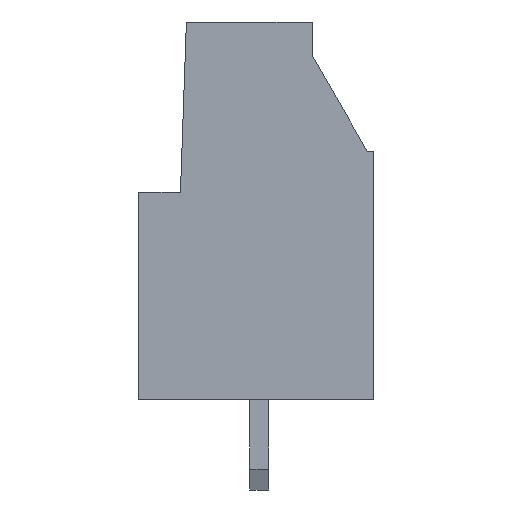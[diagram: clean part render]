
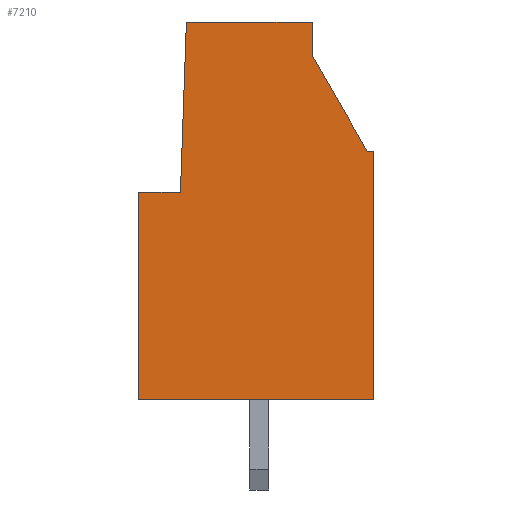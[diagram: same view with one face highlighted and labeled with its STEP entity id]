
A CAD part, front view. The second image highlights one B-rep face of the part: STEP entity #7210.
In plain terms, the highlighted planar face has unit normal (0, -1, 0).
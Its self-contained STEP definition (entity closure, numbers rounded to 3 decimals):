
#730=ORIENTED_EDGE('',*,*,#2223,.T.);
#731=ORIENTED_EDGE('',*,*,#2224,.T.);
#732=ORIENTED_EDGE('',*,*,#2211,.T.);
#733=ORIENTED_EDGE('',*,*,#2199,.T.);
#734=ORIENTED_EDGE('',*,*,#2203,.T.);
#735=ORIENTED_EDGE('',*,*,#2206,.T.);
#736=ORIENTED_EDGE('',*,*,#2208,.T.);
#737=ORIENTED_EDGE('',*,*,#2225,.T.);
#738=ORIENTED_EDGE('',*,*,#2221,.T.);
#2199=EDGE_CURVE('',#2926,#2925,#3472,.T.);
#2203=EDGE_CURVE('',#2925,#2928,#3476,.T.);
#2206=EDGE_CURVE('',#2928,#2930,#3479,.T.);
#2208=EDGE_CURVE('',#2930,#2931,#3481,.T.);
#2211=EDGE_CURVE('',#2934,#2926,#3484,.T.);
#2221=EDGE_CURVE('',#2942,#2941,#3494,.T.);
#2223=EDGE_CURVE('',#2941,#2943,#3496,.T.);
#2224=EDGE_CURVE('',#2943,#2934,#3497,.T.);
#2225=EDGE_CURVE('',#2931,#2942,#3498,.T.);
#2925=VERTEX_POINT('',#10076);
#2926=VERTEX_POINT('',#10078);
#2928=VERTEX_POINT('',#10084);
#2930=VERTEX_POINT('',#10090);
#2931=VERTEX_POINT('',#10094);
#2934=VERTEX_POINT('',#10102);
#2941=VERTEX_POINT('',#10120);
#2942=VERTEX_POINT('',#10122);
#2943=VERTEX_POINT('',#10126);
#3472=LINE('',#10077,#4169);
#3476=LINE('',#10085,#4173);
#3479=LINE('',#10091,#4176);
#3481=LINE('',#10096,#4178);
#3484=LINE('',#10101,#4181);
#3494=LINE('',#10121,#4191);
#3496=LINE('',#10125,#4193);
#3497=LINE('',#10127,#4194);
#3498=LINE('',#10128,#4195);
#4169=VECTOR('',#8394,1000.);
#4173=VECTOR('',#8400,1000.);
#4176=VECTOR('',#8405,1000.);
#4178=VECTOR('',#8409,1000.);
#4181=VECTOR('',#8414,1000.);
#4191=VECTOR('',#8428,1000.);
#4193=VECTOR('',#8432,1000.);
#4194=VECTOR('',#8433,1000.);
#4195=VECTOR('',#8434,1000.);
#4531=EDGE_LOOP('',(#730,#731,#732,#733,#734,#735,#736,#737,#738));
#4842=FACE_BOUND('',#4531,.T.);
#5129=PLANE('',#7526);
#7210=ADVANCED_FACE('',(#4842),#5129,.T.);
#7526=AXIS2_PLACEMENT_3D('',#10124,#8430,#8431);
#8394=DIRECTION('',(-0.5,0.,0.866));
#8400=DIRECTION('',(0.,0.,1.));
#8405=DIRECTION('',(-1.,0.,0.));
#8409=DIRECTION('',(-0.035,0.,-0.999));
#8414=DIRECTION('',(-1.,0.,0.));
#8428=DIRECTION('',(0.,0.,-1.));
#8430=DIRECTION('',(0.,-1.,0.));
#8431=DIRECTION('',(1.,0.,0.));
#8432=DIRECTION('',(1.,0.,0.));
#8433=DIRECTION('',(0.,0.,1.));
#8434=DIRECTION('',(-1.,0.,0.));
#10076=CARTESIAN_POINT('',(-2.92,-5.08,16.39));
#10077=CARTESIAN_POINT('',(-2.92,-5.08,16.39));
#10078=CARTESIAN_POINT('',(-0.299,-5.08,11.85));
#10084=CARTESIAN_POINT('',(-2.92,-5.08,18.));
#10085=CARTESIAN_POINT('',(-2.92,-5.08,16.39));
#10090=CARTESIAN_POINT('',(-8.917,-5.08,18.));
#10091=CARTESIAN_POINT('',(-8.917,-5.08,18.));
#10094=CARTESIAN_POINT('',(-9.2,-5.08,9.9));
#10096=CARTESIAN_POINT('',(-9.2,-5.08,9.9));
#10101=CARTESIAN_POINT('',(0.,-5.08,11.85));
#10102=CARTESIAN_POINT('',(0.,-5.08,11.85));
#10120=CARTESIAN_POINT('',(-11.2,-5.08,0.));
#10121=CARTESIAN_POINT('',(-11.2,-5.08,0.));
#10122=CARTESIAN_POINT('',(-11.2,-5.08,9.9));
#10124=CARTESIAN_POINT('',(-11.2,-5.08,9.9));
#10125=CARTESIAN_POINT('',(-11.2,-5.08,0.));
#10126=CARTESIAN_POINT('',(0.,-5.08,0.));
#10127=CARTESIAN_POINT('',(0.,-5.08,0.));
#10128=CARTESIAN_POINT('',(-10.771,-5.08,9.9));
